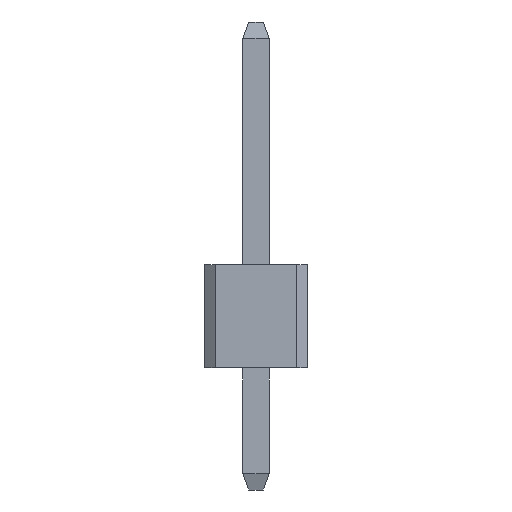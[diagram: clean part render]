
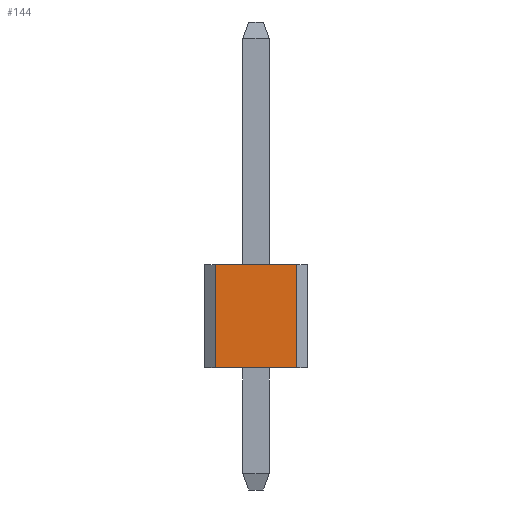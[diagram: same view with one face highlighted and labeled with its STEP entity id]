
A CAD part, front view. The second image highlights one B-rep face of the part: STEP entity #144.
In plain terms, the highlighted planar face has unit normal (0, -1, 0).
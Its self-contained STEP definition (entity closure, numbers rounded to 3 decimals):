
#44 = VERTEX_POINT ( 'NONE', #304 ) ;
#144 = ADVANCED_FACE ( 'NONE', ( #556 ), #778, .T. ) ;
#152 = DIRECTION ( 'NONE',  ( 0., 0., -1. ) ) ;
#210 = EDGE_CURVE ( 'NONE', #1207, #546, #1010, .T. ) ;
#304 = CARTESIAN_POINT ( 'NONE',  ( 1., -1.27, 3. ) ) ;
#375 = ORIENTED_EDGE ( 'NONE', *, *, #430, .F. ) ;
#384 = LINE ( 'NONE', #709, #978 ) ;
#393 = EDGE_LOOP ( 'NONE', ( #375, #1295, #537, #1301 ) ) ;
#400 = DIRECTION ( 'NONE',  ( -1., 0., 0. ) ) ;
#407 = VECTOR ( 'NONE', #903, 1000. ) ;
#414 = VECTOR ( 'NONE', #647, 1000. ) ;
#430 = EDGE_CURVE ( 'NONE', #44, #546, #766, .T. ) ;
#443 = CARTESIAN_POINT ( 'NONE',  ( -1., -1.27, 5.54 ) ) ;
#458 = DIRECTION ( 'NONE',  ( 0., -1., 0. ) ) ;
#473 = CARTESIAN_POINT ( 'NONE',  ( -1., -1.27, 5.54 ) ) ;
#537 = ORIENTED_EDGE ( 'NONE', *, *, #723, .T. ) ;
#543 = CARTESIAN_POINT ( 'NONE',  ( 1., -1.27, 5.54 ) ) ;
#546 = VERTEX_POINT ( 'NONE', #799 ) ;
#556 = FACE_OUTER_BOUND ( 'NONE', #393, .T. ) ;
#616 = EDGE_CURVE ( 'NONE', #867, #44, #932, .T. ) ;
#647 = DIRECTION ( 'NONE',  ( -1., 0., 0. ) ) ;
#709 = CARTESIAN_POINT ( 'NONE',  ( -1., -1.27, 5.54 ) ) ;
#723 = EDGE_CURVE ( 'NONE', #867, #1207, #384, .T. ) ;
#766 = LINE ( 'NONE', #865, #414 ) ;
#778 = PLANE ( 'NONE',  #1155 ) ;
#799 = CARTESIAN_POINT ( 'NONE',  ( -1., -1.27, 3. ) ) ;
#865 = CARTESIAN_POINT ( 'NONE',  ( -1., -1.27, 3. ) ) ;
#867 = VERTEX_POINT ( 'NONE', #543 ) ;
#903 = DIRECTION ( 'NONE',  ( 0., 0., -1. ) ) ;
#932 = LINE ( 'NONE', #1051, #1110 ) ;
#961 = CARTESIAN_POINT ( 'NONE',  ( -1., -1.27, 5.54 ) ) ;
#978 = VECTOR ( 'NONE', #400, 1000. ) ;
#1010 = LINE ( 'NONE', #443, #407 ) ;
#1051 = CARTESIAN_POINT ( 'NONE',  ( 1., -1.27, 5.54 ) ) ;
#1110 = VECTOR ( 'NONE', #1152, 1000. ) ;
#1152 = DIRECTION ( 'NONE',  ( 0., 0., -1. ) ) ;
#1155 = AXIS2_PLACEMENT_3D ( 'NONE', #473, #458, #152 ) ;
#1207 = VERTEX_POINT ( 'NONE', #961 ) ;
#1295 = ORIENTED_EDGE ( 'NONE', *, *, #616, .F. ) ;
#1301 = ORIENTED_EDGE ( 'NONE', *, *, #210, .T. ) ;
